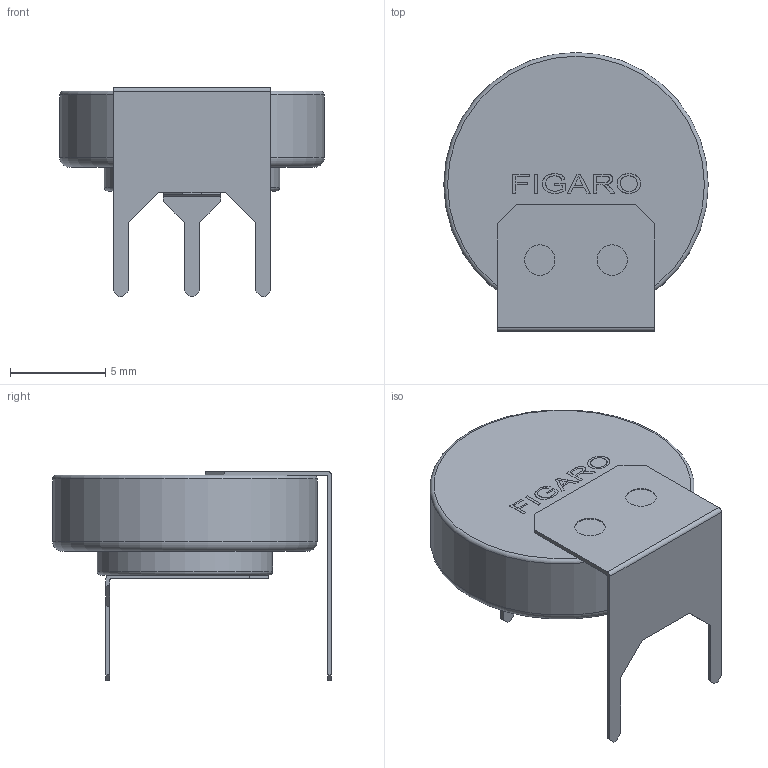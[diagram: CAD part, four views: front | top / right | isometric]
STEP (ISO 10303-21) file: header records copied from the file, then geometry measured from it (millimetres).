
FILE_DESCRIPTION(/* description */ (''),/* implementation_level */ '2;1');
FILE_NAME(/* name */ 'Figaro TGS5141-P00.stp',/* time_stamp */ '2019-10-22T07:31:02-04:00',/* author */ ('Ricardo'),/* organization */ (''),/* preprocessor_version */ 'ST-DEVELOPER v18',/* originating_system */ 'Autodesk Inventor 2020',/* authorisation */ '');
FILE_SCHEMA (('AUTOMOTIVE_DESIGN { 1 0 10303 214 3 1 1 }'));
Length unit declared in the file: millimetre
Products named in the file (4): Figaro TGS5141-P00; pins; battery; logo
Assembly tree (3 placements, depth 2):
  Figaro TGS5141-P00
    pins
    battery
    logo
Bounding box: 13.9 x 14.65 x 11 mm (x, y, z)
Volume: 715.3 mm3; surface area: 800.5 mm2
Topology: 9 solids, 9 shells, 133 faces, 343 edges, 231 vertices
Faces by surface type: plane 95, bspline 27, cylinder 8, torus 3
Full cylindrical faces by diameter (mm): 1.6 x2, 9.22 x1, 13.9 x1
Entity records: 4371 total; most frequent: CARTESIAN_POINT 1093, ORIENTED_EDGE 686, DIRECTION 547, EDGE_CURVE 343, LINE 257, VECTOR 257, VERTEX_POINT 231, AXIS2_PLACEMENT_3D 145
